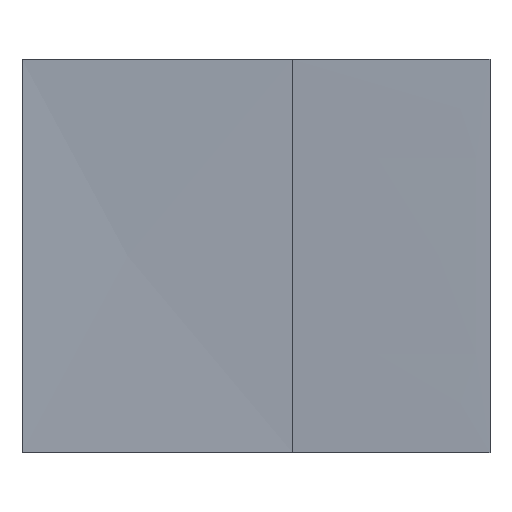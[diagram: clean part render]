
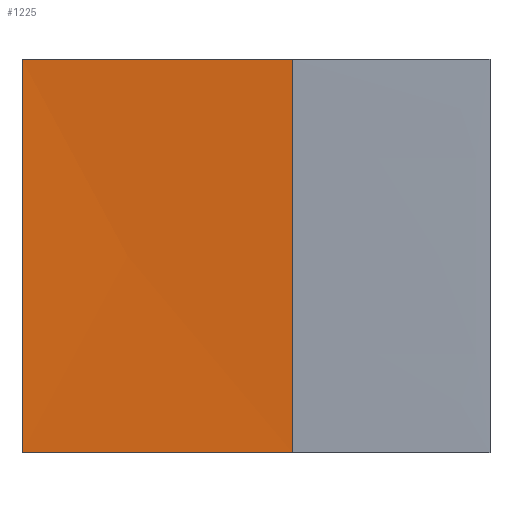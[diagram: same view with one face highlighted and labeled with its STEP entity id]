
A CAD part, left-side view. The second image highlights one B-rep face of the part: STEP entity #1225.
In plain terms, the highlighted face is a extrusion surface.
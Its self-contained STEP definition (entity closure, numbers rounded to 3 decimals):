
#74 = PLANE('',#75);
#75 = AXIS2_PLACEMENT_3D('',#76,#77,#78);
#76 = CARTESIAN_POINT('',(7.812,5.875,10.));
#77 = DIRECTION('',(0.,-0.,-1.));
#78 = DIRECTION('',(-1.,0.,0.));
#130 = PLANE('',#131);
#131 = AXIS2_PLACEMENT_3D('',#132,#133,#134);
#132 = CARTESIAN_POINT('',(7.812,5.875,0.));
#133 = DIRECTION('',(0.,-0.,-1.));
#134 = DIRECTION('',(-1.,0.,0.));
#1113 = SURFACE_OF_LINEAR_EXTRUSION('',#1114,#1118);
#1114 = B_SPLINE_CURVE_WITH_KNOTS('',2,(#1115,#1116,#1117),
  .UNSPECIFIED.,.F.,.F.,(3,3),(0.,1.),.PIECEWISE_BEZIER_KNOTS.);
#1115 = CARTESIAN_POINT('',(1.296,0.,0.));
#1116 = CARTESIAN_POINT('',(1.296,0.09,0.));
#1117 = CARTESIAN_POINT('',(1.908,5.028,0.));
#1118 = VECTOR('',#1119,1.);
#1119 = DIRECTION('',(-0.,-0.,-1.));
#1153 = VERTEX_POINT('',#1154);
#1154 = CARTESIAN_POINT('',(1.908,5.028,10.));
#1175 = EDGE_CURVE('',#1176,#1153,#1178,.T.);
#1176 = VERTEX_POINT('',#1177);
#1177 = CARTESIAN_POINT('',(1.908,5.028,0.));
#1178 = SURFACE_CURVE('',#1179,(#1183,#1190),.PCURVE_S1.);
#1179 = LINE('',#1180,#1181);
#1180 = CARTESIAN_POINT('',(1.908,5.028,0.));
#1181 = VECTOR('',#1182,1.);
#1182 = DIRECTION('',(0.,0.,1.));
#1183 = PCURVE('',#1113,#1184);
#1184 = DEFINITIONAL_REPRESENTATION('',(#1185),#1189);
#1185 = LINE('',#1186,#1187);
#1186 = CARTESIAN_POINT('',(1.,0.));
#1187 = VECTOR('',#1188,1.);
#1188 = DIRECTION('',(0.,-1.));
#1189 = ( GEOMETRIC_REPRESENTATION_CONTEXT(2) 
PARAMETRIC_REPRESENTATION_CONTEXT() REPRESENTATION_CONTEXT('2D SPACE',''
  ) );
#1190 = PCURVE('',#1191,#1198);
#1191 = SURFACE_OF_LINEAR_EXTRUSION('',#1192,#1196);
#1192 = B_SPLINE_CURVE_WITH_KNOTS('',2,(#1193,#1194,#1195),
  .UNSPECIFIED.,.F.,.F.,(3,3),(0.,1.),.PIECEWISE_BEZIER_KNOTS.);
#1193 = CARTESIAN_POINT('',(1.908,5.028,0.));
#1194 = CARTESIAN_POINT('',(2.52,9.972,0.));
#1195 = CARTESIAN_POINT('',(2.52,11.904,0.));
#1196 = VECTOR('',#1197,1.);
#1197 = DIRECTION('',(-0.,-0.,-1.));
#1198 = DEFINITIONAL_REPRESENTATION('',(#1199),#1203);
#1199 = LINE('',#1200,#1201);
#1200 = CARTESIAN_POINT('',(0.,0.));
#1201 = VECTOR('',#1202,1.);
#1202 = DIRECTION('',(0.,-1.));
#1203 = ( GEOMETRIC_REPRESENTATION_CONTEXT(2) 
PARAMETRIC_REPRESENTATION_CONTEXT() REPRESENTATION_CONTEXT('2D SPACE',''
  ) );
#1225 = ADVANCED_FACE('',(#1226),#1191,.T.);
#1226 = FACE_BOUND('',#1227,.T.);
#1227 = EDGE_LOOP('',(#1228,#1229,#1252,#1280));
#1228 = ORIENTED_EDGE('',*,*,#1175,.T.);
#1229 = ORIENTED_EDGE('',*,*,#1230,.T.);
#1230 = EDGE_CURVE('',#1153,#1231,#1233,.T.);
#1231 = VERTEX_POINT('',#1232);
#1232 = CARTESIAN_POINT('',(2.52,11.904,10.));
#1233 = SURFACE_CURVE('',#1234,(#1238,#1245),.PCURVE_S1.);
#1234 = B_SPLINE_CURVE_WITH_KNOTS('',2,(#1235,#1236,#1237),
  .UNSPECIFIED.,.F.,.F.,(3,3),(0.,1.),.PIECEWISE_BEZIER_KNOTS.);
#1235 = CARTESIAN_POINT('',(1.908,5.028,10.));
#1236 = CARTESIAN_POINT('',(2.52,9.972,10.));
#1237 = CARTESIAN_POINT('',(2.52,11.904,10.));
#1238 = PCURVE('',#1191,#1239);
#1239 = DEFINITIONAL_REPRESENTATION('',(#1240),#1244);
#1240 = LINE('',#1241,#1242);
#1241 = CARTESIAN_POINT('',(0.,-10.));
#1242 = VECTOR('',#1243,1.);
#1243 = DIRECTION('',(1.,0.));
#1244 = ( GEOMETRIC_REPRESENTATION_CONTEXT(2) 
PARAMETRIC_REPRESENTATION_CONTEXT() REPRESENTATION_CONTEXT('2D SPACE',''
  ) );
#1245 = PCURVE('',#74,#1246);
#1246 = DEFINITIONAL_REPRESENTATION('',(#1247),#1251);
#1247 = B_SPLINE_CURVE_WITH_KNOTS('',2,(#1248,#1249,#1250),
  .UNSPECIFIED.,.F.,.F.,(3,3),(0.,1.),.PIECEWISE_BEZIER_KNOTS.);
#1248 = CARTESIAN_POINT('',(5.904,-0.847));
#1249 = CARTESIAN_POINT('',(5.292,4.097));
#1250 = CARTESIAN_POINT('',(5.292,6.029));
#1251 = ( GEOMETRIC_REPRESENTATION_CONTEXT(2) 
PARAMETRIC_REPRESENTATION_CONTEXT() REPRESENTATION_CONTEXT('2D SPACE',''
  ) );
#1252 = ORIENTED_EDGE('',*,*,#1253,.F.);
#1253 = EDGE_CURVE('',#1254,#1231,#1256,.T.);
#1254 = VERTEX_POINT('',#1255);
#1255 = CARTESIAN_POINT('',(2.52,11.904,0.));
#1256 = SURFACE_CURVE('',#1257,(#1261,#1268),.PCURVE_S1.);
#1257 = LINE('',#1258,#1259);
#1258 = CARTESIAN_POINT('',(2.52,11.904,0.));
#1259 = VECTOR('',#1260,1.);
#1260 = DIRECTION('',(0.,0.,1.));
#1261 = PCURVE('',#1191,#1262);
#1262 = DEFINITIONAL_REPRESENTATION('',(#1263),#1267);
#1263 = LINE('',#1264,#1265);
#1264 = CARTESIAN_POINT('',(1.,0.));
#1265 = VECTOR('',#1266,1.);
#1266 = DIRECTION('',(0.,-1.));
#1267 = ( GEOMETRIC_REPRESENTATION_CONTEXT(2) 
PARAMETRIC_REPRESENTATION_CONTEXT() REPRESENTATION_CONTEXT('2D SPACE',''
  ) );
#1268 = PCURVE('',#1269,#1274);
#1269 = PLANE('',#1270);
#1270 = AXIS2_PLACEMENT_3D('',#1271,#1272,#1273);
#1271 = CARTESIAN_POINT('',(2.52,11.904,0.));
#1272 = DIRECTION('',(0.,1.,0.));
#1273 = DIRECTION('',(1.,0.,0.));
#1274 = DEFINITIONAL_REPRESENTATION('',(#1275),#1279);
#1275 = LINE('',#1276,#1277);
#1276 = CARTESIAN_POINT('',(0.,0.));
#1277 = VECTOR('',#1278,1.);
#1278 = DIRECTION('',(0.,-1.));
#1279 = ( GEOMETRIC_REPRESENTATION_CONTEXT(2) 
PARAMETRIC_REPRESENTATION_CONTEXT() REPRESENTATION_CONTEXT('2D SPACE',''
  ) );
#1280 = ORIENTED_EDGE('',*,*,#1281,.F.);
#1281 = EDGE_CURVE('',#1176,#1254,#1282,.T.);
#1282 = SURFACE_CURVE('',#1283,(#1287,#1294),.PCURVE_S1.);
#1283 = B_SPLINE_CURVE_WITH_KNOTS('',2,(#1284,#1285,#1286),
  .UNSPECIFIED.,.F.,.F.,(3,3),(0.,1.),.PIECEWISE_BEZIER_KNOTS.);
#1284 = CARTESIAN_POINT('',(1.908,5.028,0.));
#1285 = CARTESIAN_POINT('',(2.52,9.972,0.));
#1286 = CARTESIAN_POINT('',(2.52,11.904,0.));
#1287 = PCURVE('',#1191,#1288);
#1288 = DEFINITIONAL_REPRESENTATION('',(#1289),#1293);
#1289 = LINE('',#1290,#1291);
#1290 = CARTESIAN_POINT('',(0.,0.));
#1291 = VECTOR('',#1292,1.);
#1292 = DIRECTION('',(1.,0.));
#1293 = ( GEOMETRIC_REPRESENTATION_CONTEXT(2) 
PARAMETRIC_REPRESENTATION_CONTEXT() REPRESENTATION_CONTEXT('2D SPACE',''
  ) );
#1294 = PCURVE('',#130,#1295);
#1295 = DEFINITIONAL_REPRESENTATION('',(#1296),#1300);
#1296 = B_SPLINE_CURVE_WITH_KNOTS('',2,(#1297,#1298,#1299),
  .UNSPECIFIED.,.F.,.F.,(3,3),(0.,1.),.PIECEWISE_BEZIER_KNOTS.);
#1297 = CARTESIAN_POINT('',(5.904,-0.847));
#1298 = CARTESIAN_POINT('',(5.292,4.097));
#1299 = CARTESIAN_POINT('',(5.292,6.029));
#1300 = ( GEOMETRIC_REPRESENTATION_CONTEXT(2) 
PARAMETRIC_REPRESENTATION_CONTEXT() REPRESENTATION_CONTEXT('2D SPACE',''
  ) );
